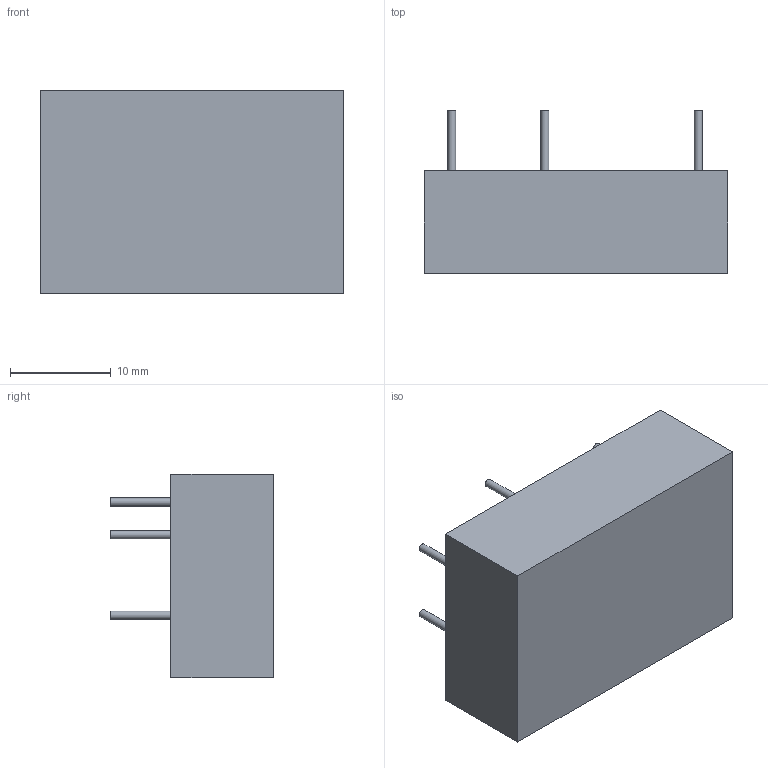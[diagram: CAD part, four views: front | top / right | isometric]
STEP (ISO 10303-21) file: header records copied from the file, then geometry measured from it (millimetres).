
FILE_DESCRIPTION(/* description */ (''),/* implementation_level */ '2;1');
FILE_NAME(/* name */ 'МРМ1-Х2,5ДМ.stp',/* time_stamp */ '2019-01-23T12:45:57+03:00',/* author */ ('abaranov'),/* organization */ (''),/* preprocessor_version */ 'ST-DEVELOPER v16.1',/* originating_system */ 'Autodesk Inventor 2016',/* authorisation */ '');
FILE_SCHEMA (('AUTOMOTIVE_DESIGN { 1 0 10303 214 3 1 1 }'));
Length unit declared in the file: millimetre
Products named in the file (1): МРМ1-Х2,5ДМ
Bounding box: 30.2 x 16.2 x 20.2 mm (x, y, z)
Volume: 6237.5 mm3; surface area: 2323.6 mm2
Topology: 1 solids, 1 shells, 16 faces, 27 edges, 18 vertices
Faces by surface type: plane 11, cylinder 5
Full cylindrical faces by diameter (mm): 0.8 x5
Entity records: 380 total; most frequent: DIRECTION 66, CARTESIAN_POINT 57, ORIENTED_EDGE 44, AXIS2_PLACEMENT_3D 27, EDGE_LOOP 26, EDGE_CURVE 22, VERTEX_POINT 18, FACE_OUTER_BOUND 16
